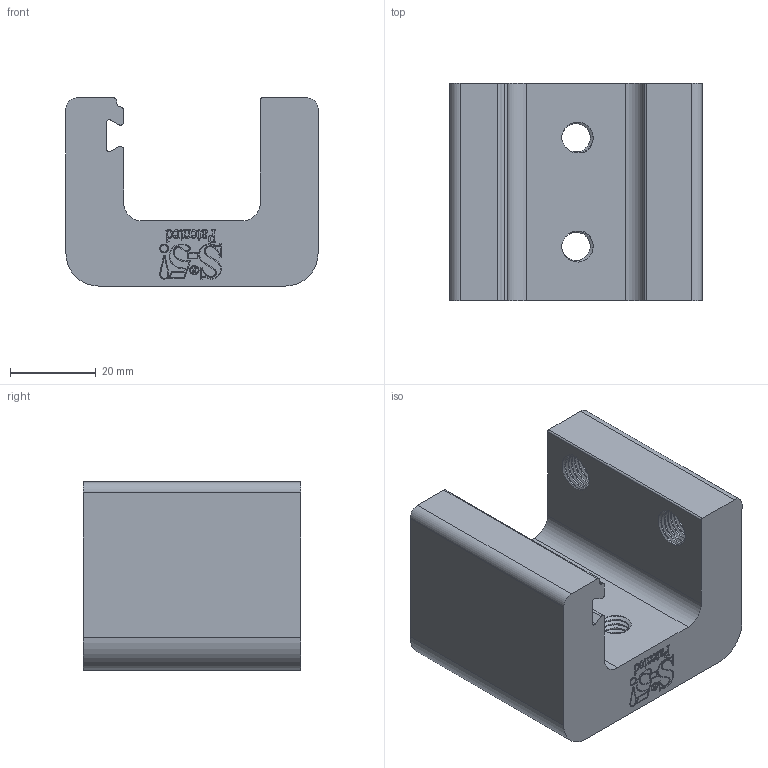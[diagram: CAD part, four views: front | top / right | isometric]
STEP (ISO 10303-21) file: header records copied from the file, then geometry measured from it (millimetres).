
FILE_DESCRIPTION (( 'STEP AP203' ), '1' );
FILE_NAME ('S-5-H.STEP', '2016-12-07T22:04:39', ( '' ), ( '' ), 'SwSTEP 2.0', 'SolidWorks 2017', '' );
FILE_SCHEMA (( 'CONFIG_CONTROL_DESIGN' ));
Length unit declared in the file: inch
Products named in the file (1): S-5-H
Bounding box: 58.93 x 50.8 x 43.98 mm (x, y, z)
Volume: 79519.5 mm3; surface area: 18405.1 mm2
Topology: 1 solids, 1 shells, 614 faces, 1731 edges, 1153 vertices
Faces by surface type: cylinder 228, plane 215, bspline 159, cone 12
Entity records: 32310 total; most frequent: CARTESIAN_POINT 18583, ORIENTED_EDGE 3462, DIRECTION 1990, EDGE_CURVE 1731, VERTEX_POINT 1153, VECTOR 912, LINE 912, EDGE_LOOP 656
